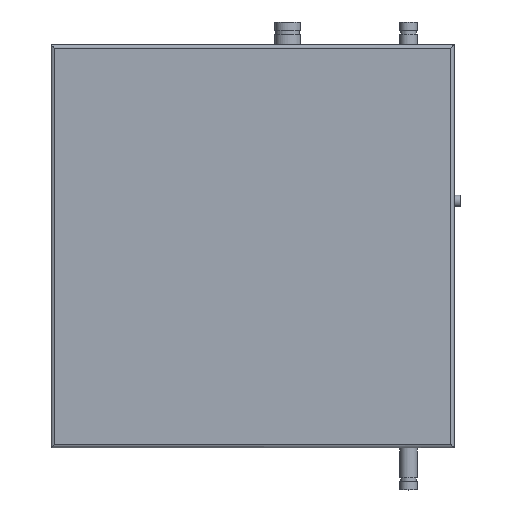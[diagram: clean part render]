
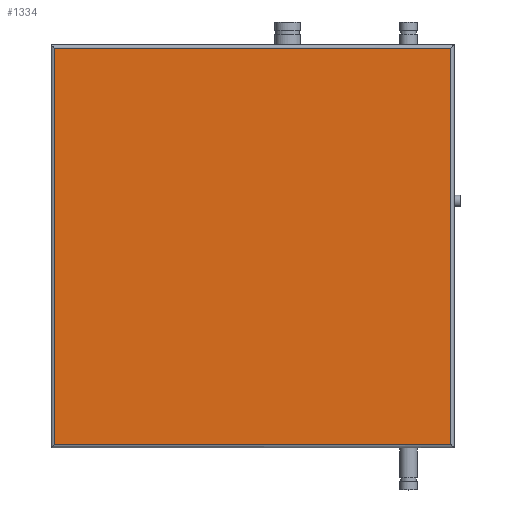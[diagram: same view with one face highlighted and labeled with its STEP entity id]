
A CAD part, top view. The second image highlights one B-rep face of the part: STEP entity #1334.
In plain terms, the highlighted planar face has unit normal (0, 0, 1).
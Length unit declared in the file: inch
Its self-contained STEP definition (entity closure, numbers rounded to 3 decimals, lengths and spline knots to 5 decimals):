
#66=PLANE('',#1481);
#126=FACE_OUTER_BOUND('',#213,.T.);
#213=EDGE_LOOP('',(#929,#930,#931,#932));
#336=LINE('',#2065,#445);
#339=LINE('',#2076,#448);
#340=LINE('',#2079,#449);
#343=LINE('',#2085,#452);
#445=VECTOR('',#1657,0.3937);
#448=VECTOR('',#1668,0.3937);
#449=VECTOR('',#1671,0.3937);
#452=VECTOR('',#1678,0.3937);
#610=VERTEX_POINT('',#2063);
#611=VERTEX_POINT('',#2064);
#615=VERTEX_POINT('',#2074);
#616=VERTEX_POINT('',#2078);
#728=EDGE_CURVE('',#610,#611,#336,.T.);
#734=EDGE_CURVE('',#615,#610,#339,.T.);
#735=EDGE_CURVE('',#611,#616,#340,.T.);
#739=EDGE_CURVE('',#616,#615,#343,.T.);
#929=ORIENTED_EDGE('',*,*,#728,.F.);
#930=ORIENTED_EDGE('',*,*,#734,.F.);
#931=ORIENTED_EDGE('',*,*,#739,.F.);
#932=ORIENTED_EDGE('',*,*,#735,.F.);
#1334=ADVANCED_FACE('',(#126),#66,.T.);
#1481=AXIS2_PLACEMENT_3D('',#2096,#1688,#1689);
#1657=DIRECTION('',(-1.,0.,0.));
#1668=DIRECTION('',(0.,-1.,0.));
#1671=DIRECTION('',(0.,1.,0.));
#1678=DIRECTION('',(1.,0.,0.));
#1688=DIRECTION('center_axis',(0.,0.,1.));
#1689=DIRECTION('ref_axis',(1.,0.,0.));
#2063=CARTESIAN_POINT('',(29.75,0.25,9.33));
#2064=CARTESIAN_POINT('',(0.25,0.25,9.33));
#2065=CARTESIAN_POINT('',(7.5,0.25,9.33));
#2074=CARTESIAN_POINT('',(29.75,29.75,9.33));
#2076=CARTESIAN_POINT('',(29.75,0.,9.33));
#2078=CARTESIAN_POINT('',(0.25,29.75,9.33));
#2079=CARTESIAN_POINT('',(0.25,0.,9.33));
#2085=CARTESIAN_POINT('',(7.5,29.75,9.33));
#2096=CARTESIAN_POINT('Origin',(0.,0.,9.33));
